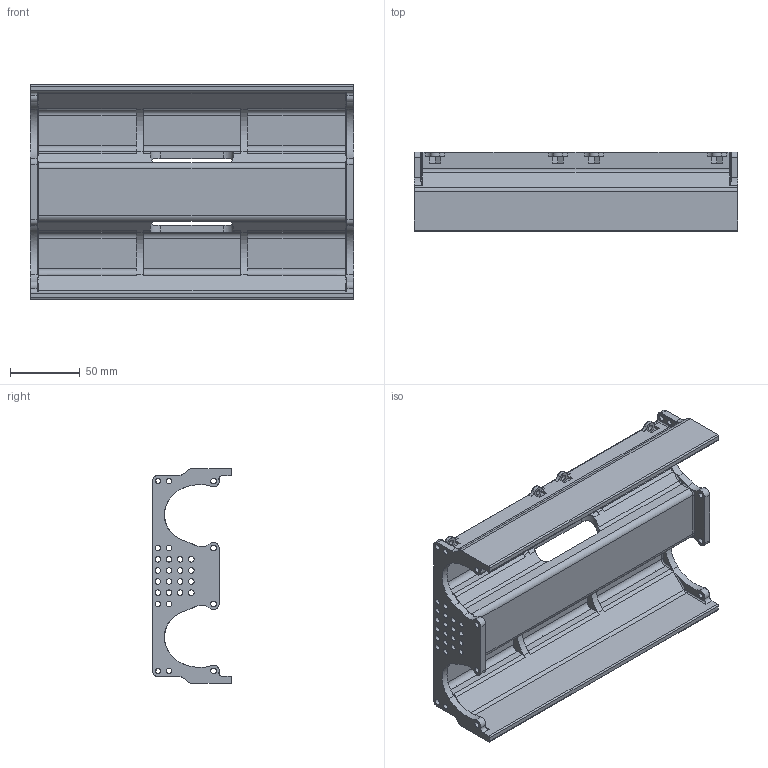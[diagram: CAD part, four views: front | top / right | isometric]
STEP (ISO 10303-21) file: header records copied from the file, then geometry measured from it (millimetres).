
FILE_DESCRIPTION(/* description */ (''),/* implementation_level */ '2;1');
FILE_NAME(/* name */ 'DT_Brace.step',/* time_stamp */ '2025-06-25T12:29:59-07:00',/* author */ (''),/* organization */ (''),/* preprocessor_version */ 'ST-DEVELOPER v20.1',/* originating_system */ 'Autodesk Translation Framework v14.10.0.0',/* authorisation */ '');
FILE_SCHEMA (('AUTOMOTIVE_DESIGN { 1 0 10303 214 3 1 1 }'));
Length unit declared in the file: millimetre
Products named in the file (1): FusionComponent
Bounding box: 232 x 57 x 154 mm (x, y, z)
Volume: 363533.8 mm3; surface area: 150598.7 mm2
Topology: 1 solids, 1 shells, 503 faces, 1344 edges, 836 vertices
Faces by surface type: cylinder 264, plane 135, torus 96, bspline 8
Full cylindrical faces by diameter (mm): 4 x64
Entity records: 16674 total; most frequent: CARTESIAN_POINT 3520, DIRECTION 2896, ORIENTED_EDGE 2680, EDGE_CURVE 1340, AXIS2_PLACEMENT_3D 1136, VERTEX_POINT 836, EDGE_LOOP 632, CIRCLE 632
